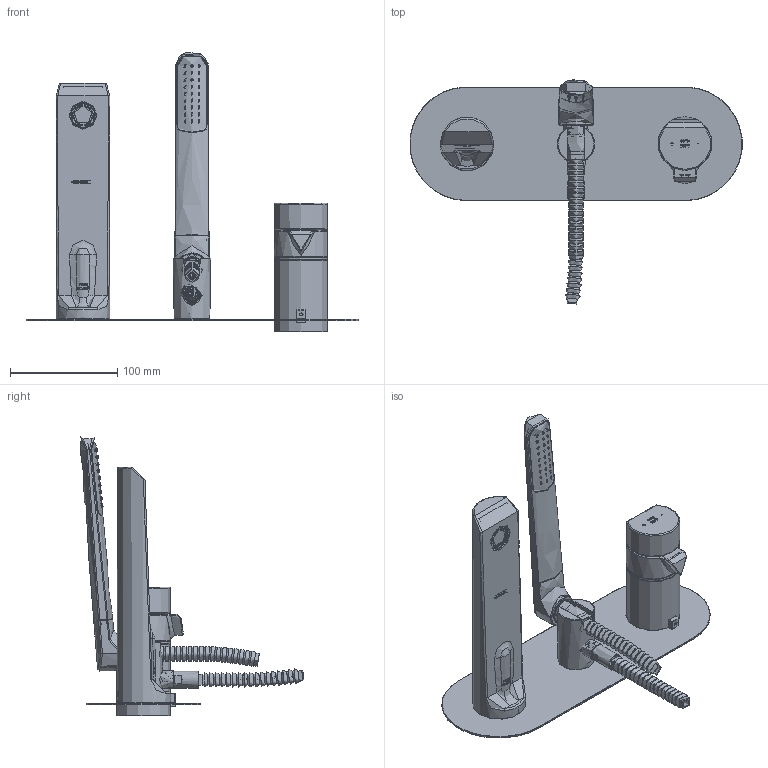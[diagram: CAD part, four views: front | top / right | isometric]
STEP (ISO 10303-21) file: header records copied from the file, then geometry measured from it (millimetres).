
FILE_DESCRIPTION(/* description */ (''),/* implementation_level */ '2;1');
FILE_NAME(/* name */ 'TPB21_3D.stp',/* time_stamp */ '2019-09-13T14:40:30-04:00',/* author */ ('pcossett'),/* organization */ (''),/* preprocessor_version */ 'ST-DEVELOPER v16.13',/* originating_system */ 'Autodesk Inventor 2018',/* authorisation */ '');
FILE_SCHEMA (('AUTOMOTIVE_DESIGN { 1 0 10303 214 3 1 1 }'));
Products named in the file (49): TPB21; 050-621; 7419; 390-888; 142-050; 052-071; 053-004; 4939; 152-060; 226-092; 6637; 405-010-5; 405-010-9; 405-010-8; 405-010-6; 405-010-7; 405-010-10; 306-135; 220-100; 032-210; 7037 (femal); 7037-6; 302-245; 7037 (femal)_1; 7037-1; 7037-2; 3381; 010-421; 152-043; 6676; 142-060; 1649; 001-061; 002-177; 009-077; 009-080; 152-050; 306-323; 4390; 4949 ...
Assembly tree (57 placements, depth 4):
  TPB21
    050-621
    7419
      390-888
      142-050
    052-071
    053-004
    4939
      142-060  x2
      152-060
      226-092
      6637
        405-010-5
        405-010-9
        405-010-8
        405-010-6
        405-010-7
        405-010-10
      306-135
      220-100
      032-210
    7037 (femal)
      7037-6
      7037-2
      302-245
    7037 (femal)_1
      7037-1
      7037-2
    3381
      010-421
      152-043
      6676
      142-060  x2
    1649
      001-061
      002-177
      009-077
      009-080
      152-050  x6
      306-323
    4390
      4949
        4949-4
        4949-3
        4949-1
        4949-5
        4949-2
      6526
      220-195
      218-087
      306-734
Bounding box: 309.42 x 208.61 x 260.54 mm (x, y, z)
Volume: 340230.6 mm3; surface area: 274080.7 mm2
Topology: 50 solids, 51 shells, 2429 faces, 6052 edges, 3927 vertices
Faces by surface type: plane 852, cylinder 633, bspline 608, torus 156, cone 133, sphere 47
Full cylindrical faces by diameter (mm): 1 x27, 2 x2, 2.064 x1, 2.4 x1, 2.5 x29, 3 x27, 3.242 x4, 3.5 x1, 3.8 x1, 4 x2, 4.134 x7, 4.199 x1, 4.2 x1, 4.6 x1, 4.93 x1, 5 x8, 5.5 x1, 5.8 x1, 6.1 x1, 6.5 x1, 6.7 x1, 7.675 x1, 7.8 x3, 8 x1, 8.1 x3, 8.89 x36, 10 x1, 10.2 x3, 10.4 x1, 10.917 x1
Entity records: 120064 total; most frequent: CARTESIAN_POINT 73572, ORIENTED_EDGE 9378, DIRECTION 8030, EDGE_CURVE 4688, VERTEX_POINT 3218, AXIS2_PLACEMENT_3D 3173, EDGE_LOOP 2804, FACE_OUTER_BOUND 2125
